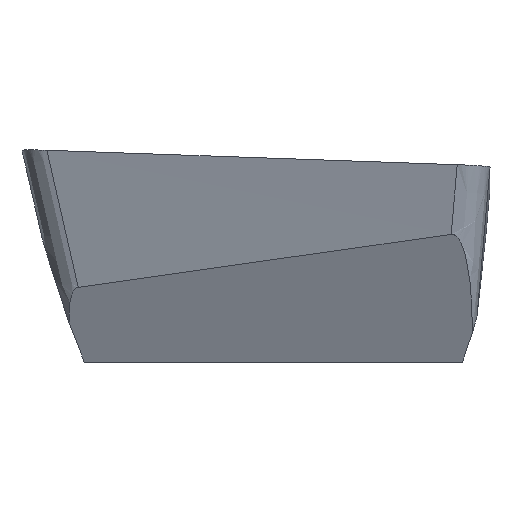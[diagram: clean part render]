
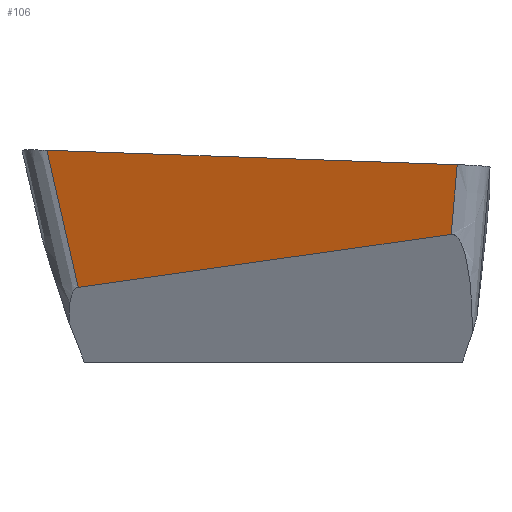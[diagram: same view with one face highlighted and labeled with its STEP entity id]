
A CAD part, left-side view. The second image highlights one B-rep face of the part: STEP entity #106.
In plain terms, the highlighted planar face has unit normal (-0.972, 0.14, -0.191).
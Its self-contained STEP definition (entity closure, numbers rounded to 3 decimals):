
#77=FACE_OUTER_BOUND('',#163,.T.);
#106=ADVANCED_FACE('',(#77),#120,.T.);
#120=PLANE('',#610);
#163=EDGE_LOOP('',(#282,#283,#284,#285));
#282=ORIENTED_EDGE('',*,*,#404,.T.);
#283=ORIENTED_EDGE('',*,*,#402,.T.);
#284=ORIENTED_EDGE('',*,*,#410,.F.);
#285=ORIENTED_EDGE('',*,*,#407,.F.);
#344=VERTEX_POINT('',#1454);
#345=VERTEX_POINT('',#1456);
#346=VERTEX_POINT('',#1470);
#347=VERTEX_POINT('',#1563);
#402=EDGE_CURVE('',#345,#344,#439,.T.);
#404=EDGE_CURVE('',#346,#345,#539,.T.);
#407=EDGE_CURVE('',#346,#347,#542,.T.);
#410=EDGE_CURVE('',#347,#344,#442,.T.);
#439=LINE('',#1455,#465);
#442=LINE('',#1669,#469);
#465=VECTOR('',#684,1.);
#469=VECTOR('',#690,1.);
#539=B_SPLINE_CURVE_WITH_KNOTS('',3,(#1466,#1467,#1468,#1469),
 .UNSPECIFIED.,.F.,.F.,(4,4),(0.,1.),.UNSPECIFIED.);
#542=B_SPLINE_CURVE_WITH_KNOTS('',3,(#1553,#1554,#1555,#1556,#1557,#1558,
#1559,#1560,#1561,#1562),.UNSPECIFIED.,.F.,.F.,(4,3,3,4),(0.,0.325,
0.663,1.),.UNSPECIFIED.);
#610=AXIS2_PLACEMENT_3D('',#1700,#694,#695);
#684=DIRECTION('',(-0.167,-0.976,0.138));
#690=DIRECTION('',(0.204,0.085,-0.975));
#694=DIRECTION('',(-0.972,0.14,-0.191));
#695=DIRECTION('',(-0.189,0.027,0.982));
#1454=CARTESIAN_POINT('',(-9.38,-4.599,-2.361));
#1455=CARTESIAN_POINT('',(-8.477,0.668,-3.108));
#1456=CARTESIAN_POINT('',(-7.609,5.731,-3.827));
#1466=CARTESIAN_POINT('',(-8.229,6.601,-0.03));
#1467=CARTESIAN_POINT('',(-8.022,6.311,-1.296));
#1468=CARTESIAN_POINT('',(-7.815,6.021,-2.561));
#1469=CARTESIAN_POINT('',(-7.609,5.731,-3.826));
#1470=CARTESIAN_POINT('',(-8.229,6.601,-0.03));
#1553=CARTESIAN_POINT('',(-8.229,6.601,-0.03));
#1554=CARTESIAN_POINT('',(-8.398,5.369,-0.073));
#1555=CARTESIAN_POINT('',(-8.566,4.137,-0.117));
#1556=CARTESIAN_POINT('',(-8.735,2.905,-0.16));
#1557=CARTESIAN_POINT('',(-8.909,1.626,-0.205));
#1558=CARTESIAN_POINT('',(-9.084,0.348,-0.25));
#1559=CARTESIAN_POINT('',(-9.259,-0.931,-0.295));
#1560=CARTESIAN_POINT('',(-9.434,-2.21,-0.34));
#1561=CARTESIAN_POINT('',(-9.609,-3.488,-0.385));
#1562=CARTESIAN_POINT('',(-9.784,-4.767,-0.431));
#1563=CARTESIAN_POINT('',(-9.784,-4.767,-0.431));
#1669=CARTESIAN_POINT('',(-9.784,-4.767,-0.431));
#1700=CARTESIAN_POINT('',(-8.68,0.87,-1.928));
